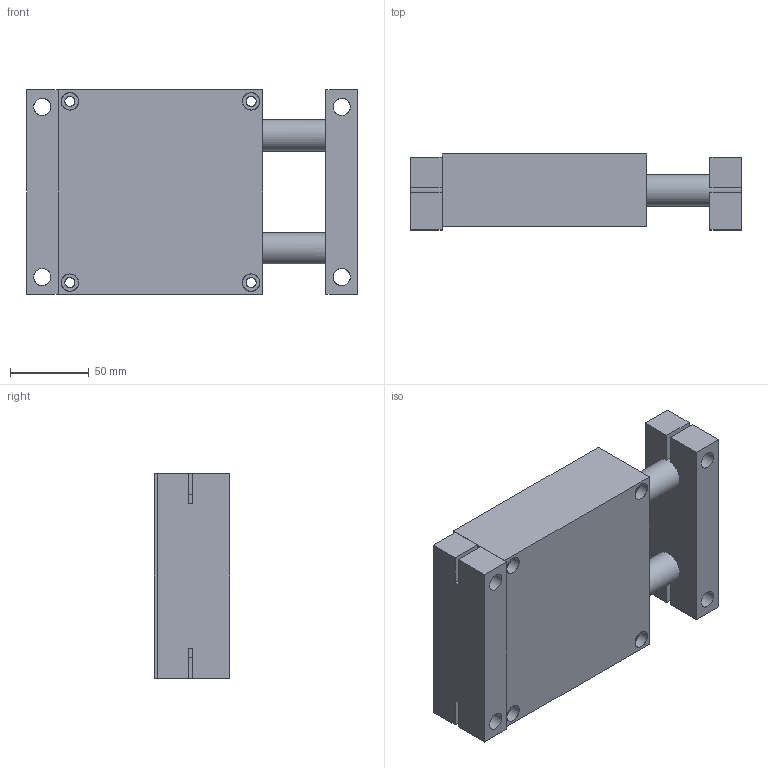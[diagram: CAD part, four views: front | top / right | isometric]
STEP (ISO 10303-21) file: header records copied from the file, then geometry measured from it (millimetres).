
FILE_DESCRIPTION ((), '1');
FILE_NAME ('WB46-720.stp', '2018-12-17T16:05:43', ('Unknown'), ('Unknown'), 'HarmonyWare STEP v2.0.5', 'Vectorworks', '');
FILE_SCHEMA (('CONFIG_CONTROL_DESIGN'));
Length unit declared in the file: millimetre
Products named in the file (68): NONE
Assembly tree (67 placements, depth 2):
  NONE
    NONE
    NONE
    NONE
    NONE
    NONE
    NONE
    NONE
    NONE
    NONE
    NONE
    NONE
    NONE
    NONE
    NONE
    NONE
    NONE
    NONE
    NONE
    NONE
    NONE
    NONE
    NONE
    NONE
    NONE
    NONE
    NONE
    NONE
    NONE
    NONE
    NONE
    NONE
    NONE
    NONE
    NONE
    NONE
    NONE
    NONE
    NONE
    NONE
    NONE
    NONE
    NONE
    NONE
    NONE
    NONE
    NONE
    NONE
    NONE
    NONE
    NONE
    NONE
    NONE
    NONE
    NONE
    NONE
    NONE
    NONE
    NONE
    NONE
Bounding box: 210 x 48 x 130 mm (x, y, z)
Volume: 318495.2 mm3; surface area: 147795.9 mm2
Topology: 1 solids, 67 shells, 110 faces, 442 edges, 402 vertices
Faces by surface type: bspline 110
Entity records: 16996 total; most frequent: CARTESIAN_POINT 5995, PERSON 678, ORGANIZATION 678, PERSON_AND_ORGANIZATION 678, ORIENTED_EDGE 596, CALENDAR_DATE 474, COORDINATED_UNIVERSAL_TIME_OFFSET 474, LOCAL_TIME 474
